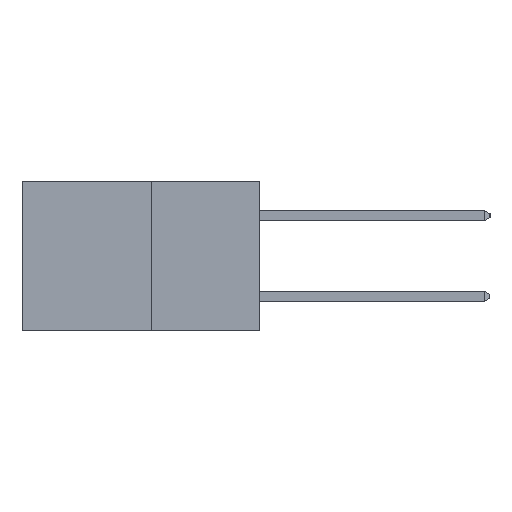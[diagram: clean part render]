
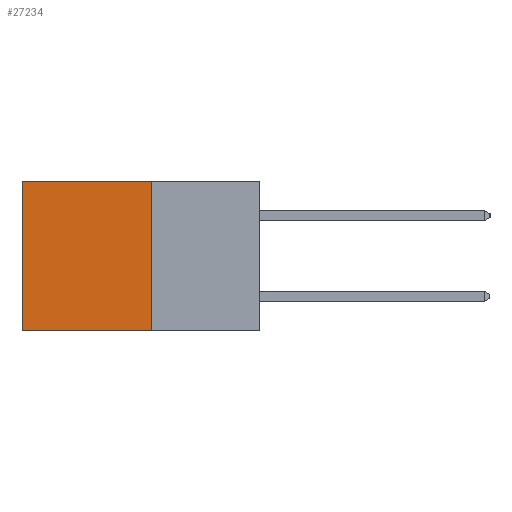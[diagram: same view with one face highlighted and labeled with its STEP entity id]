
A CAD part, left-side view. The second image highlights one B-rep face of the part: STEP entity #27234.
In plain terms, the highlighted planar face has unit normal (-1, 0, 0).
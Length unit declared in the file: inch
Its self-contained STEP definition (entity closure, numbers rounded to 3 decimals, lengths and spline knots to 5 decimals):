
#101 = CARTESIAN_POINT ( 'NONE',  ( 0.277, 0.27, -0.37 ) ) ;
#377 = ORIENTED_EDGE ( 'NONE', *, *, #18610, .T. ) ;
#584 = ORIENTED_EDGE ( 'NONE', *, *, #5220, .T. ) ;
#1167 = DIRECTION ( 'NONE',  ( 0., 1., 0. ) ) ;
#1451 = VERTEX_POINT ( 'NONE', #15412 ) ;
#2037 = VERTEX_POINT ( 'NONE', #18400 ) ;
#3258 = CARTESIAN_POINT ( 'NONE',  ( 0.277, 0.59, -0.37 ) ) ;
#3370 = EDGE_LOOP ( 'NONE', ( #377, #15323, #15578, #584 ) ) ;
#5220 = EDGE_CURVE ( 'NONE', #29260, #1451, #18831, .T. ) ;
#5521 = VERTEX_POINT ( 'NONE', #21173 ) ;
#5568 = VECTOR ( 'NONE', #8439, 39.37008 ) ;
#6828 = CARTESIAN_POINT ( 'NONE',  ( 0.277, 0.27, -0.37 ) ) ;
#7231 = CARTESIAN_POINT ( 'NONE',  ( 0.277, 0.27, 0. ) ) ;
#8439 = DIRECTION ( 'NONE',  ( 0., 0., -1. ) ) ;
#9135 = EDGE_CURVE ( 'NONE', #2037, #5521, #17915, .T. ) ;
#9278 = PLANE ( 'NONE',  #21506 ) ;
#14068 = DIRECTION ( 'NONE',  ( 0., 0., -1. ) ) ;
#14658 = LINE ( 'NONE', #3258, #15429 ) ;
#15323 = ORIENTED_EDGE ( 'NONE', *, *, #9135, .F. ) ;
#15412 = CARTESIAN_POINT ( 'NONE',  ( 0.277, 0.59, 0. ) ) ;
#15429 = VECTOR ( 'NONE', #20011, 39.37008 ) ;
#15578 = ORIENTED_EDGE ( 'NONE', *, *, #22144, .F. ) ;
#17306 = FACE_OUTER_BOUND ( 'NONE', #3370, .T. ) ;
#17915 = LINE ( 'NONE', #101, #23372 ) ;
#18400 = CARTESIAN_POINT ( 'NONE',  ( 0.277, 0.27, -0.37 ) ) ;
#18610 = EDGE_CURVE ( 'NONE', #1451, #5521, #14658, .T. ) ;
#18831 = LINE ( 'NONE', #26958, #30479 ) ;
#20011 = DIRECTION ( 'NONE',  ( 0., 0., -1. ) ) ;
#21173 = CARTESIAN_POINT ( 'NONE',  ( 0.277, 0.59, -0.37 ) ) ;
#21506 = AXIS2_PLACEMENT_3D ( 'NONE', #6828, #28136, #14068 ) ;
#22144 = EDGE_CURVE ( 'NONE', #29260, #2037, #23766, .T. ) ;
#22620 = CARTESIAN_POINT ( 'NONE',  ( 0.277, 0.27, -0.37 ) ) ;
#23372 = VECTOR ( 'NONE', #1167, 39.37008 ) ;
#23766 = LINE ( 'NONE', #22620, #5568 ) ;
#26885 = DIRECTION ( 'NONE',  ( 0., 1., 0. ) ) ;
#26958 = CARTESIAN_POINT ( 'NONE',  ( 0.277, 0.27, 0. ) ) ;
#27234 = ADVANCED_FACE ( 'NONE', ( #17306 ), #9278, .F. ) ;
#28136 = DIRECTION ( 'NONE',  ( 1., 0., 0. ) ) ;
#29260 = VERTEX_POINT ( 'NONE', #7231 ) ;
#30479 = VECTOR ( 'NONE', #26885, 39.37008 ) ;
